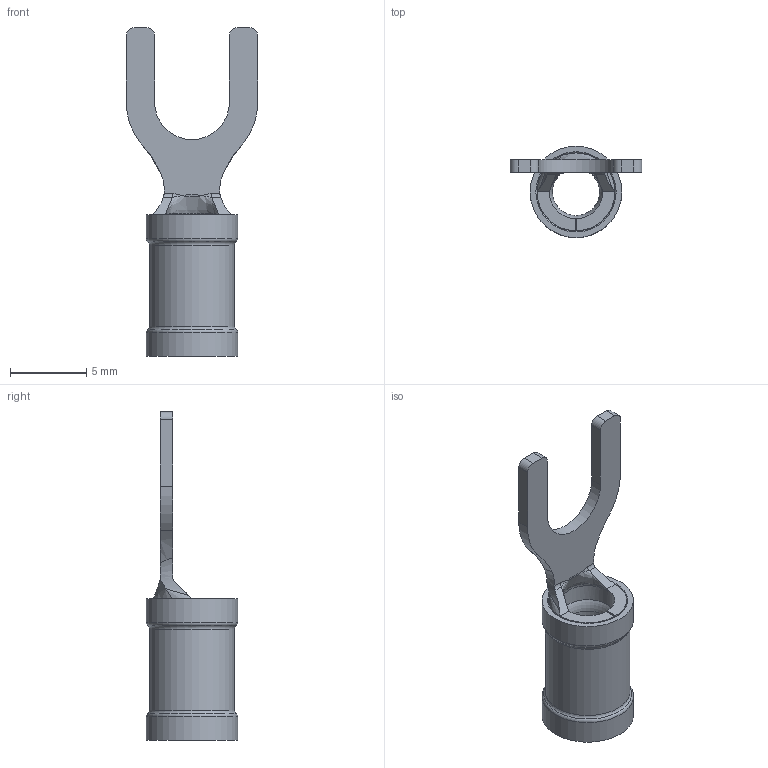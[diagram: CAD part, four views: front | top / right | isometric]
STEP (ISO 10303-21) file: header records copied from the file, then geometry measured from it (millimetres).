
FILE_DESCRIPTION(/* description */ (''),/* implementation_level */ '2;1');
FILE_NAME(/* name */ '13-64 u shape blue.stp',/* time_stamp */ '2013-07-20T20:18:19-04:00',/* author */ ('Saville'),/* organization */ (''),/* preprocessor_version */ 'ST-DEVELOPER v15.2',/* originating_system */ 'Autodesk Inventor 2014',/* authorisation */ '');
FILE_SCHEMA (('AUTOMOTIVE_DESIGN { 1 0 10303 214 3 1 1 }'));
Length unit declared in the file: inch
Products named in the file (1): 13-64 u shape blue
Bounding box: 8.61 x 5.99 x 21.54 mm (x, y, z)
Volume: 191.5 mm3; surface area: 688.5 mm2
Topology: 2 solids, 2 shells, 60 faces, 164 edges, 101 vertices
Faces by surface type: cylinder 21, plane 18, bspline 12, torus 8, cone 1
Full cylindrical faces by diameter (mm): 3.099 x1, 3.531 x1, 4.674 x2, 5.105 x3, 5.563 x1, 5.994 x2
Entity records: 2211 total; most frequent: CARTESIAN_POINT 857, ORIENTED_EDGE 268, DIRECTION 247, EDGE_CURVE 134, AXIS2_PLACEMENT_3D 100, VERTEX_POINT 96, EDGE_LOOP 82, ADVANCED_FACE 60
